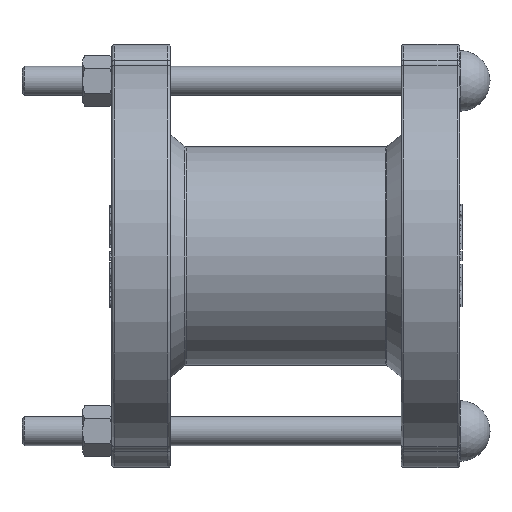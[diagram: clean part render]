
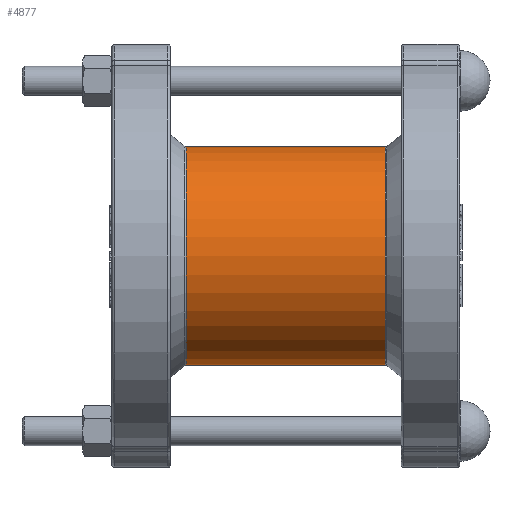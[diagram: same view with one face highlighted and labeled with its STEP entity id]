
A CAD part, left-side view. The second image highlights one B-rep face of the part: STEP entity #4877.
In plain terms, the highlighted cylindrical face has radius 44.961 mm (diameter 89.923 mm), a full revolution.
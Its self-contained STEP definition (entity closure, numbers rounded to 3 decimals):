
#448=CYLINDRICAL_SURFACE('',#5341,44.961);
#489=LINE('',#7073,#801);
#801=VECTOR('',#5848,44.961);
#1145=FACE_OUTER_BOUND('',#1430,.T.);
#1430=EDGE_LOOP('',(#3208,#3209,#3210,#3211,#3212,#3213));
#1759=CIRCLE('',#5335,44.961);
#1760=CIRCLE('',#5336,44.961);
#1764=CIRCLE('',#5342,44.961);
#1765=CIRCLE('',#5343,44.961);
#1987=VERTEX_POINT('',#7057);
#1988=VERTEX_POINT('',#7059);
#1991=VERTEX_POINT('',#7070);
#1992=VERTEX_POINT('',#7071);
#2462=EDGE_CURVE('',#1987,#1988,#1759,.T.);
#2463=EDGE_CURVE('',#1988,#1987,#1760,.T.);
#2468=EDGE_CURVE('',#1991,#1992,#1764,.T.);
#2469=EDGE_CURVE('',#1991,#1988,#489,.T.);
#2470=EDGE_CURVE('',#1992,#1991,#1765,.T.);
#3208=ORIENTED_EDGE('',*,*,#2468,.F.);
#3209=ORIENTED_EDGE('',*,*,#2469,.T.);
#3210=ORIENTED_EDGE('',*,*,#2462,.F.);
#3211=ORIENTED_EDGE('',*,*,#2463,.F.);
#3212=ORIENTED_EDGE('',*,*,#2469,.F.);
#3213=ORIENTED_EDGE('',*,*,#2470,.F.);
#4877=ADVANCED_FACE('',(#1145),#448,.T.);
#5335=AXIS2_PLACEMENT_3D('',#7060,#5831,#5832);
#5336=AXIS2_PLACEMENT_3D('',#7061,#5833,#5834);
#5341=AXIS2_PLACEMENT_3D('',#7069,#5844,#5845);
#5342=AXIS2_PLACEMENT_3D('',#7072,#5846,#5847);
#5343=AXIS2_PLACEMENT_3D('',#7074,#5849,#5850);
#5831=DIRECTION('center_axis',(0.,-1.,0.));
#5832=DIRECTION('ref_axis',(-1.,0.,0.));
#5833=DIRECTION('center_axis',(0.,-1.,0.));
#5834=DIRECTION('ref_axis',(-1.,0.,0.));
#5844=DIRECTION('center_axis',(0.,1.,0.));
#5845=DIRECTION('ref_axis',(1.,0.,0.));
#5846=DIRECTION('center_axis',(0.,1.,0.));
#5847=DIRECTION('ref_axis',(-1.,0.,0.));
#5848=DIRECTION('',(0.,-1.,0.));
#5849=DIRECTION('center_axis',(0.,1.,0.));
#5850=DIRECTION('ref_axis',(-1.,0.,0.));
#7057=CARTESIAN_POINT('',(0.,-40.993,-44.961));
#7059=CARTESIAN_POINT('',(-44.961,-40.993,0.));
#7060=CARTESIAN_POINT('Origin',(0.,-40.993,0.));
#7061=CARTESIAN_POINT('Origin',(0.,-40.993,0.));
#7069=CARTESIAN_POINT('Origin',(0.,0.,
0.));
#7070=CARTESIAN_POINT('',(-44.961,40.993,0.));
#7071=CARTESIAN_POINT('',(0.,40.993,-44.961));
#7072=CARTESIAN_POINT('Origin',(0.,40.993,
0.));
#7073=CARTESIAN_POINT('',(-44.961,0.,0.));
#7074=CARTESIAN_POINT('Origin',(0.,40.993,
0.));
